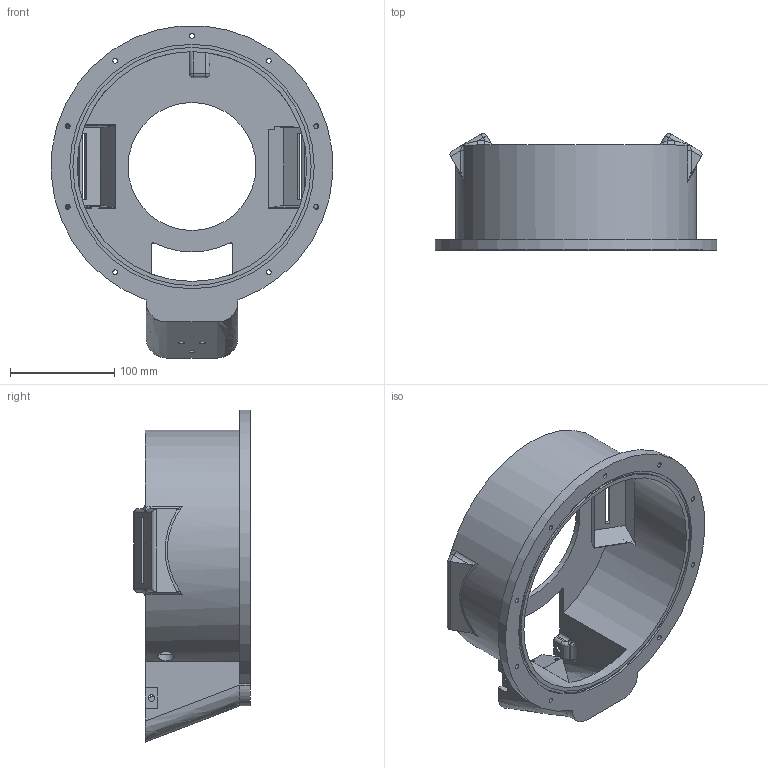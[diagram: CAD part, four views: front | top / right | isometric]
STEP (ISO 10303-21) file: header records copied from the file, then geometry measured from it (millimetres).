
FILE_DESCRIPTION(/* description */ (''),/* implementation_level */ '2;1');
FILE_NAME(/* name */ 'Cylinder Housing.stp',/* time_stamp */ '2025-12-01T20:37:57-05:00',/* author */ ('mateo'),/* organization */ (''),/* preprocessor_version */ 'ST-DEVELOPER v20.1',/* originating_system */ 'Autodesk Inventor 2026',/* authorisation */ '');
FILE_SCHEMA (('AUTOMOTIVE_DESIGN { 1 0 10303 214 3 1 1 }'));
Length unit declared in the file: millimetre
Products named in the file (1): Camera Cylinder Housing
Bounding box: 269.7 x 111.44 x 317.8 mm (x, y, z)
Volume: 712604.6 mm3; surface area: 276904.8 mm2
Topology: 1 solids, 1 shells, 251 faces, 658 edges, 412 vertices
Faces by surface type: plane 116, cylinder 82, bspline 35, torus 12, sphere 6
Full cylindrical faces by diameter (mm): 3.2 x3, 4.5 x9, 5.6 x3, 6.2 x4, 16 x1, 122.5 x1, 220 x1, 228 x1, 234 x1
Entity records: 8952 total; most frequent: CARTESIAN_POINT 2757, ORIENTED_EDGE 1308, DIRECTION 1233, EDGE_CURVE 654, AXIS2_PLACEMENT_3D 443, VERTEX_POINT 412, LINE 347, VECTOR 347
